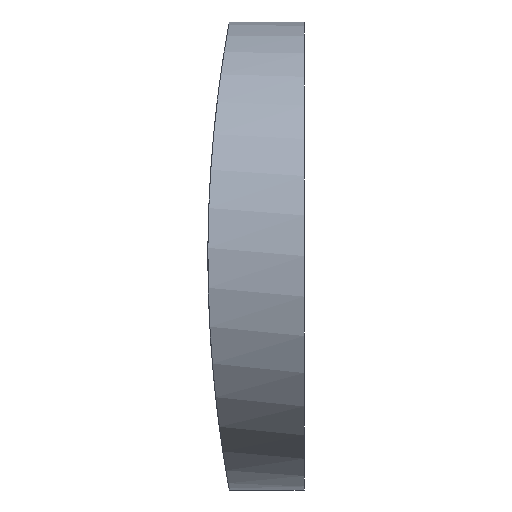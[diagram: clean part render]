
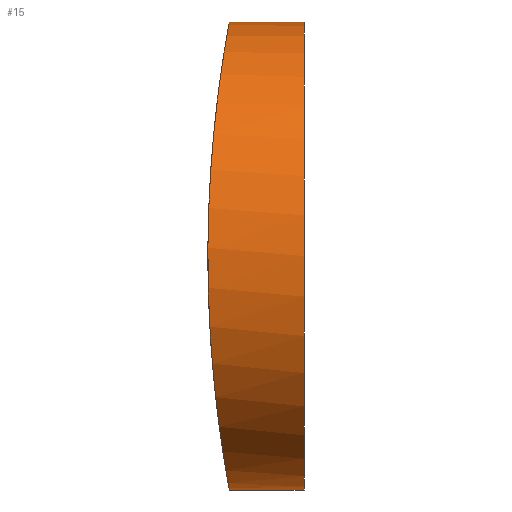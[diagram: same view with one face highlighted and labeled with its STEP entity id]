
A CAD part, front view. The second image highlights one B-rep face of the part: STEP entity #15.
In plain terms, the highlighted cylindrical face has radius 6.25 mm (diameter 12.5 mm), a partial arc.
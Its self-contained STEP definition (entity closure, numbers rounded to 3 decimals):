
#1 = CARTESIAN_POINT ( 'NONE',  ( -29.702, 2.12, 4.708 ) ) ;
#3 = CARTESIAN_POINT ( 'NONE',  ( -29.996, 0.162, 1.429 ) ) ;
#5 = EDGE_CURVE ( 'NONE', #197, #140, #195, .T. ) ;
#10 = CARTESIAN_POINT ( 'NONE',  ( -29.954, 0.399, -2.206 ) ) ;
#14 = CARTESIAN_POINT ( 'NONE',  ( -40.155, 6.25, 6.25 ) ) ;
#15 = ADVANCED_FACE ( 'NONE', ( #39 ), #176, .T. ) ;
#16 = CARTESIAN_POINT ( 'NONE',  ( -30.017, 0.041, 0.823 ) ) ;
#17 = CARTESIAN_POINT ( 'NONE',  ( -29.987, 0.213, 1.629 ) ) ;
#20 = CARTESIAN_POINT ( 'NONE',  ( -29.46, 5.43, 6.209 ) ) ;
#28 = CARTESIAN_POINT ( 'NONE',  ( -29.814, 1.286, 3.82 ) ) ;
#30 = CARTESIAN_POINT ( 'NONE',  ( -29.452, 5.836, -6.25 ) ) ;
#39 = FACE_OUTER_BOUND ( 'NONE', #105, .T. ) ;
#40 = CARTESIAN_POINT ( 'NONE',  ( -29.452, 6.25, -6.25 ) ) ;
#41 = CARTESIAN_POINT ( 'NONE',  ( -30.025, 0., -0.413 ) ) ;
#46 = CARTESIAN_POINT ( 'NONE',  ( -29.665, 2.43, -4.964 ) ) ;
#48 = CARTESIAN_POINT ( 'NONE',  ( -29.613, 2.942, -5.307 ) ) ;
#50 = VECTOR ( 'NONE', #169, 1000. ) ;
#51 = CARTESIAN_POINT ( 'NONE',  ( -29.777, 1.542, -4.13 ) ) ;
#58 = CARTESIAN_POINT ( 'NONE',  ( -29.966, 0.332, 2.021 ) ) ;
#63 = ORIENTED_EDGE ( 'NONE', *, *, #188, .T. ) ;
#64 = CARTESIAN_POINT ( 'NONE',  ( -29.596, 3.119, -5.413 ) ) ;
#81 = EDGE_CURVE ( 'NONE', #106, #140, #115, .T. ) ;
#84 = CARTESIAN_POINT ( 'NONE',  ( -29.884, 0.826, -3.131 ) ) ;
#87 = CARTESIAN_POINT ( 'NONE',  ( -29.491, 4.621, -6.037 ) ) ;
#94 = CARTESIAN_POINT ( 'NONE',  ( -29.866, 0.943, 3.308 ) ) ;
#95 = CARTESIAN_POINT ( 'NONE',  ( -29.664, 2.44, 4.971 ) ) ;
#96 = CARTESIAN_POINT ( 'NONE',  ( -29.563, 3.477, 5.616 ) ) ;
#104 = CARTESIAN_POINT ( 'NONE',  ( -30.017, 0.041, -0.82 ) ) ;
#105 = EDGE_LOOP ( 'NONE', ( #128, #63, #147, #174 ) ) ;
#106 = VERTEX_POINT ( 'NONE', #202 ) ;
#107 = B_SPLINE_CURVE_WITH_KNOTS ( 'NONE', 3,
 ( #146, #150, #20, #186, #118, #119, #117, #96, #109, #95, #1, #138, #28, #94, #208, #142, #194, #58, #17, #3, #16, #108, #41, #104, #196, #148, #200, #10, #171, #84, #166, #51, #137, #46, #48, #64, #133, #141, #217, #87, #187, #149, #30, #40 ),
 .UNSPECIFIED., .F., .F.,
 ( 4, 2, 2, 2, 2, 2, 2, 2, 1, 2, 2, 2, 2, 2, 2, 2, 2, 2, 2, 1, 2, 2, 4 ),
 ( 0.01, 0.011, 0.012, 0.012, 0.013, 0.015, 0.016, 0.017, 0.017, 0.018, 0.018, 0.02, 0.021, 0.021, 0.022, 0.023, 0.024, 0.026, 0.026, 0.027, 0.028, 0.028, 0.029 ),
 .UNSPECIFIED. ) ;
#108 = CARTESIAN_POINT ( 'NONE',  ( -30.025, 0., 0.414 ) ) ;
#109 = CARTESIAN_POINT ( 'NONE',  ( -29.595, 3.119, 5.424 ) ) ;
#115 = LINE ( 'NONE', #203, #181 ) ;
#117 = CARTESIAN_POINT ( 'NONE',  ( -29.523, 4.044, 5.851 ) ) ;
#118 = CARTESIAN_POINT ( 'NONE',  ( -29.49, 4.632, 6.04 ) ) ;
#119 = CARTESIAN_POINT ( 'NONE',  ( -29.511, 4.239, 5.921 ) ) ;
#120 = AXIS2_PLACEMENT_3D ( 'NONE', #185, #160, #212 ) ;
#128 = ORIENTED_EDGE ( 'NONE', *, *, #216, .F. ) ;
#130 = DIRECTION ( 'NONE',  ( 0., 0., -1. ) ) ;
#133 = CARTESIAN_POINT ( 'NONE',  ( -29.565, 3.479, -5.606 ) ) ;
#137 = CARTESIAN_POINT ( 'NONE',  ( -29.702, 2.117, -4.706 ) ) ;
#138 = CARTESIAN_POINT ( 'NONE',  ( -29.777, 1.545, 4.134 ) ) ;
#140 = VERTEX_POINT ( 'NONE', #145 ) ;
#141 = CARTESIAN_POINT ( 'NONE',  ( -29.536, 3.846, -5.78 ) ) ;
#142 = CARTESIAN_POINT ( 'NONE',  ( -29.913, 0.644, 2.772 ) ) ;
#145 = CARTESIAN_POINT ( 'NONE',  ( -27.455, 6.25, -6.25 ) ) ;
#146 = CARTESIAN_POINT ( 'NONE',  ( -29.452, 6.25, 6.25 ) ) ;
#147 = ORIENTED_EDGE ( 'NONE', *, *, #81, .T. ) ;
#148 = CARTESIAN_POINT ( 'NONE',  ( -29.987, 0.209, -1.618 ) ) ;
#149 = CARTESIAN_POINT ( 'NONE',  ( -29.46, 5.428, -6.209 ) ) ;
#150 = CARTESIAN_POINT ( 'NONE',  ( -29.452, 5.836, 6.25 ) ) ;
#153 = CARTESIAN_POINT ( 'NONE',  ( -29.452, 6.25, 6.25 ) ) ;
#160 = DIRECTION ( 'NONE',  ( 1., 0., 0. ) ) ;
#164 = LINE ( 'NONE', #14, #50 ) ;
#166 = CARTESIAN_POINT ( 'NONE',  ( -29.815, 1.279, -3.81 ) ) ;
#169 = DIRECTION ( 'NONE',  ( 1., 0., 0. ) ) ;
#171 = CARTESIAN_POINT ( 'NONE',  ( -29.915, 0.634, -2.773 ) ) ;
#174 = ORIENTED_EDGE ( 'NONE', *, *, #5, .F. ) ;
#175 = CARTESIAN_POINT ( 'NONE',  ( -27.455, 6.25, 6.25 ) ) ;
#176 = CYLINDRICAL_SURFACE ( 'NONE', #199, 6.25 ) ;
#178 = VERTEX_POINT ( 'NONE', #153 ) ;
#181 = VECTOR ( 'NONE', #206, 1000. ) ;
#185 = CARTESIAN_POINT ( 'NONE',  ( -27.455, 6.25, 0. ) ) ;
#186 = CARTESIAN_POINT ( 'NONE',  ( -29.481, 4.83, 6.09 ) ) ;
#187 = CARTESIAN_POINT ( 'NONE',  ( -29.481, 4.822, -6.088 ) ) ;
#188 = EDGE_CURVE ( 'NONE', #178, #106, #107, .T. ) ;
#194 = CARTESIAN_POINT ( 'NONE',  ( -29.942, 0.47, 2.404 ) ) ;
#195 = CIRCLE ( 'NONE', #120, 6.25 ) ;
#196 = CARTESIAN_POINT ( 'NONE',  ( -29.996, 0.16, -1.419 ) ) ;
#197 = VERTEX_POINT ( 'NONE', #175 ) ;
#199 = AXIS2_PLACEMENT_3D ( 'NONE', #213, #201, #130 ) ;
#200 = CARTESIAN_POINT ( 'NONE',  ( -29.967, 0.329, -2.011 ) ) ;
#201 = DIRECTION ( 'NONE',  ( 1., 0., 0. ) ) ;
#202 = CARTESIAN_POINT ( 'NONE',  ( -29.452, 6.25, -6.25 ) ) ;
#203 = CARTESIAN_POINT ( 'NONE',  ( -40.155, 6.25, -6.25 ) ) ;
#206 = DIRECTION ( 'NONE',  ( 1., 0., 0. ) ) ;
#208 = CARTESIAN_POINT ( 'NONE',  ( -29.882, 0.837, 3.131 ) ) ;
#212 = DIRECTION ( 'NONE',  ( 0., 0., -1. ) ) ;
#213 = CARTESIAN_POINT ( 'NONE',  ( -40.155, 6.25, 0. ) ) ;
#216 = EDGE_CURVE ( 'NONE', #178, #197, #164, .T. ) ;
#217 = CARTESIAN_POINT ( 'NONE',  ( -29.512, 4.23, -5.918 ) ) ;
